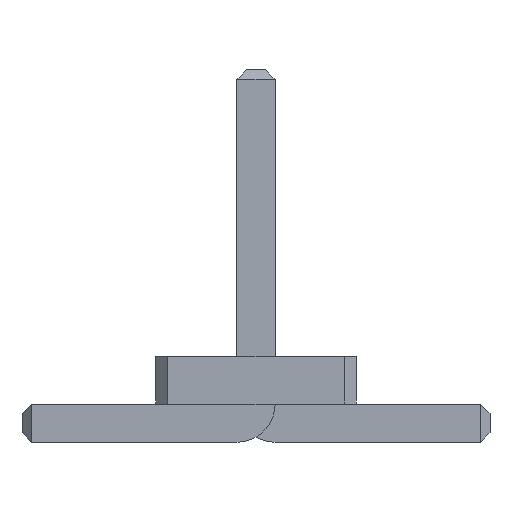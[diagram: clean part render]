
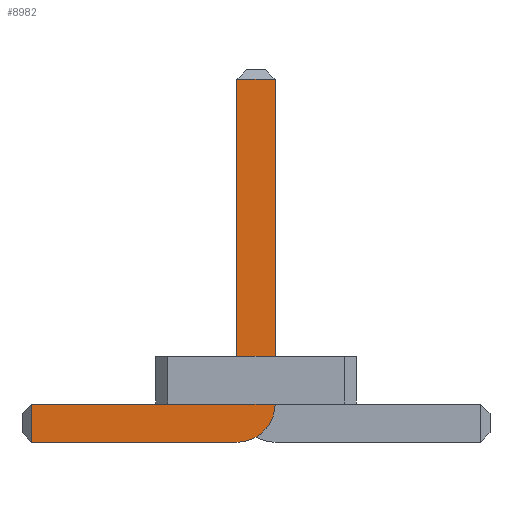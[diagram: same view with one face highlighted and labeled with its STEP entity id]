
A CAD part, front view. The second image highlights one B-rep face of the part: STEP entity #8982.
In plain terms, the highlighted planar face has unit normal (0, -1, 0).
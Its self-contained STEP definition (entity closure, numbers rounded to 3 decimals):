
#56=DIRECTION('',(0.,-1.,0.));
#67=DIRECTION('',(1.,0.,0.));
#1922=VECTOR('',#67,1.);
#1975=DIRECTION('',(-1.,0.,0.));
#3827=VECTOR('',#1975,1.);
#4081=DIRECTION('',(0.,0.,-1.));
#4100=VECTOR('',#4081,1.);
#8812=VECTOR('',#8813,1.);
#8813=DIRECTION('',(0.,0.,1.));
#8835=DIRECTION('',(0.,-1.,0.));
#8836=DIRECTION('',(-1.,0.,0.));
#8843=VERTEX_POINT('',#8844);
#8844=CARTESIAN_POINT('',(-2.35,-20.52,0.));
#8847=ORIENTED_EDGE('',*,*,#8848,.T.);
#8848=EDGE_CURVE('',#8843,#8849,#8851,.T.);
#8849=VERTEX_POINT('',#8850);
#8850=CARTESIAN_POINT('',(-0.2,-20.52,0.));
#8851=LINE('',#8852,#1922);
#8852=CARTESIAN_POINT('',(-2.45,-20.52,0.));
#8884=VERTEX_POINT('',#8885);
#8885=CARTESIAN_POINT('',(0.2,-20.52,0.4));
#8888=EDGE_CURVE('',#8849,#8884,#8889,.T.);
#8889=CIRCLE('',#8890,0.4);
#8890=AXIS2_PLACEMENT_3D('',#8891,#56,#4081);
#8891=CARTESIAN_POINT('',(-0.2,-20.52,0.4));
#8899=VERTEX_POINT('',#8891);
#8901=ORIENTED_EDGE('',*,*,#8902,.T.);
#8902=EDGE_CURVE('',#8899,#8903,#8905,.T.);
#8903=VERTEX_POINT('',#8904);
#8904=CARTESIAN_POINT('',(-2.35,-20.52,0.4));
#8905=LINE('',#8891,#3827);
#8915=ORIENTED_EDGE('',*,*,#8916,.T.);
#8916=EDGE_CURVE('',#8884,#8917,#8919,.T.);
#8917=VERTEX_POINT('',#8918);
#8918=CARTESIAN_POINT('',(0.2,-20.52,3.8));
#8919=LINE('',#8920,#8812);
#8920=CARTESIAN_POINT('',(0.2,-20.52,0.));
#8933=VERTEX_POINT('',#8934);
#8934=CARTESIAN_POINT('',(-0.2,-20.52,3.8));
#8936=ORIENTED_EDGE('',*,*,#8937,.T.);
#8937=EDGE_CURVE('',#8933,#8899,#8938,.T.);
#8938=LINE('',#8939,#4100);
#8939=CARTESIAN_POINT('',(-0.2,-20.52,3.9));
#8982=ADVANCED_FACE('',(#8983),#8992,.T.);
#8983=FACE_BOUND('',#8984,.T.);
#8984=EDGE_LOOP('',(#8847,#8985,#8915,#8986,#8936,#8901,#8989));
#8985=ORIENTED_EDGE('',*,*,#8888,.T.);
#8986=ORIENTED_EDGE('',*,*,#8987,.T.);
#8987=EDGE_CURVE('',#8917,#8933,#8988,.T.);
#8988=LINE('',#8918,#3827);
#8989=ORIENTED_EDGE('',*,*,#8990,.T.);
#8990=EDGE_CURVE('',#8903,#8843,#8991,.T.);
#8991=LINE('',#8904,#4100);
#8992=PLANE('',#8993);
#8993=AXIS2_PLACEMENT_3D('',#8994,#8835,#8836);
#8994=CARTESIAN_POINT('',(-0.524,-20.52,1.349));
